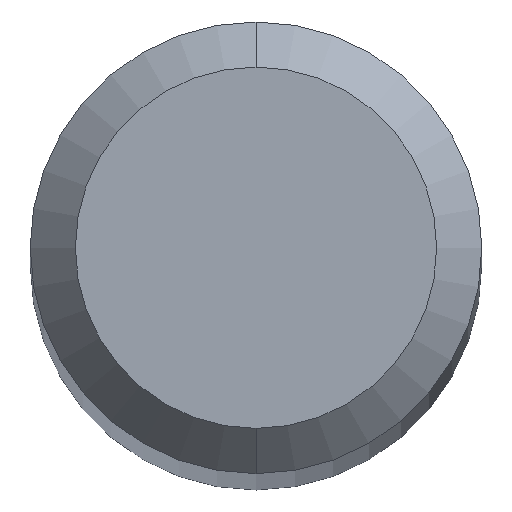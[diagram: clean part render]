
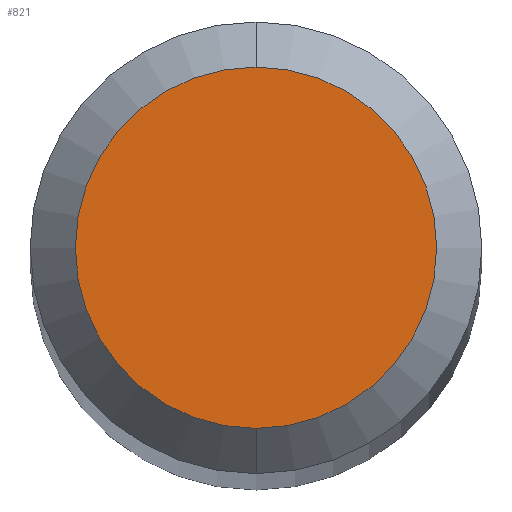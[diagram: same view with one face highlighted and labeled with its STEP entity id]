
A CAD part, top view. The second image highlights one B-rep face of the part: STEP entity #821.
In plain terms, the highlighted planar face has unit normal (0, 0, 1).
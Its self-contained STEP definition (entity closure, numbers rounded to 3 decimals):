
#443=VERTEX_POINT('',#1135);
#447=EDGE_CURVE('',#443,#467,#1139,.T.);
#467=VERTEX_POINT('',#1160);
#809=EDGE_CURVE('',#467,#443,#1536,.T.);
#821=ADVANCED_FACE('',(#1548),#1549,.T.);
#1135=CARTESIAN_POINT('',(0.,-1.2,0.0));
#1139=CIRCLE('',#2206,1.2);
#1160=CARTESIAN_POINT('',(0.0,1.2,0.0));
#1536=CIRCLE('',#5031,1.2);
#1548=FACE_OUTER_BOUND('',#5101,.T.);
#1549=PLANE('',#5102);
#2206=AXIS2_PLACEMENT_3D('',#6191,#6192,#6193);
#5031=AXIS2_PLACEMENT_3D('',#6600,#6601,#6602);
#5101=EDGE_LOOP('',(#6604,#6605));
#5102=AXIS2_PLACEMENT_3D('',#6606,#6607,#6608);
#6191=CARTESIAN_POINT('',(0.0,0.0,0.0));
#6192=DIRECTION('',(0.0,0.0,-1.0));
#6193=DIRECTION('',(0.0,1.0,0.0));
#6600=CARTESIAN_POINT('',(0.0,0.0,0.0));
#6601=DIRECTION('',(0.0,0.0,-1.0));
#6602=DIRECTION('',(0.0,1.0,0.0));
#6604=ORIENTED_EDGE('',*,*,#809,.F.);
#6605=ORIENTED_EDGE('',*,*,#447,.F.);
#6606=CARTESIAN_POINT('',(0.0,0.6,0.0));
#6607=DIRECTION('',(-0.0,0.0,1.0));
#6608=DIRECTION('',(0.0,-1.0,0.0));
